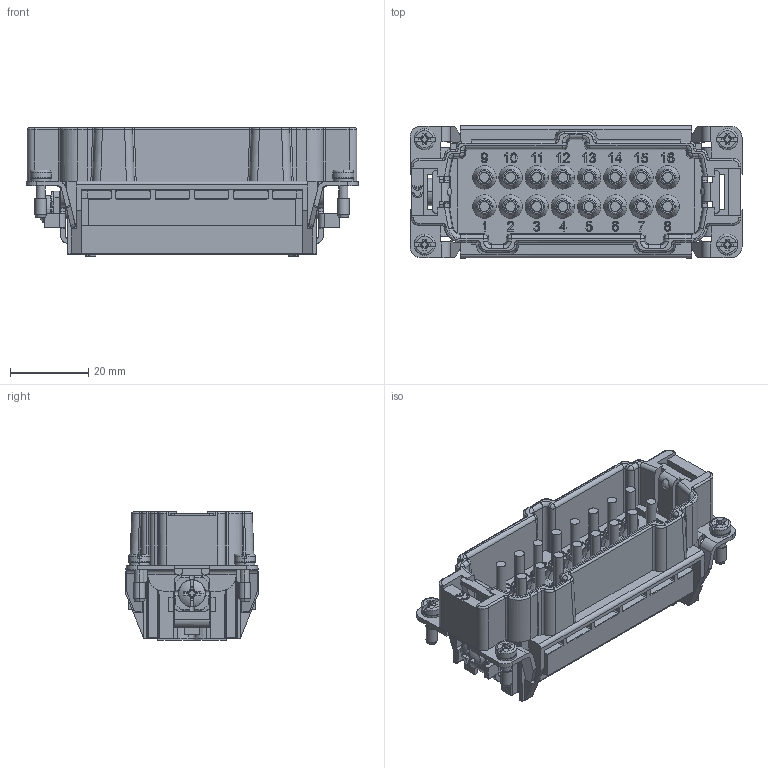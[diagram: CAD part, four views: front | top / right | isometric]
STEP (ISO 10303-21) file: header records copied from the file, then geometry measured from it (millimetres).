
FILE_DESCRIPTION (( 'STEP AP203' ), '1' );
FILE_NAME ('ZP-MC16B-1-MS016.STEP', '2023-07-06T19:33:56', ( '' ), ( '' ), 'SwSTEP 2.0', 'SolidWorks 2021', '' );
FILE_SCHEMA (( 'CONFIG_CONTROL_DESIGN' ));
Length unit declared in the file: inch
Products named in the file (1): ZP-MC16B-1-MS016
Bounding box: 85 x 33.8 x 32.8 mm (x, y, z)
Volume: 37148.7 mm3; surface area: 30119.2 mm2
Topology: 1 solids, 1 shells, 2291 faces, 5966 edges, 3801 vertices
Faces by surface type: plane 1174, cylinder 604, bspline 296, cone 214, torus 3
Entity records: 94940 total; most frequent: CARTESIAN_POINT 43058, ORIENTED_EDGE 11924, DIRECTION 8703, EDGE_CURVE 5962, VERTEX_POINT 3801, LINE 3527, VECTOR 3527, AXIS2_PLACEMENT_3D 2588
